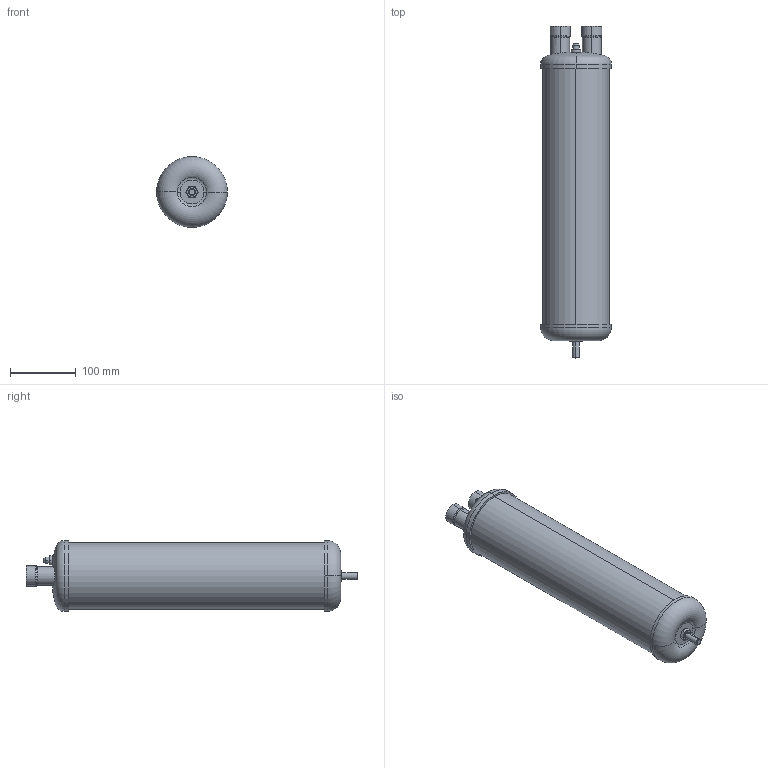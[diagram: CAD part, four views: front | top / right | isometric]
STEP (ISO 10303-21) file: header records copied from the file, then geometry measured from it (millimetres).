
FILE_DESCRIPTION((''),'2;1');
FILE_NAME('191U008010_ASM','2023-04-04T08:46:18',('U375483'),('DANFOSS COMMERCIAL COMPRESSOR'),'CREO PARAMETRIC BY PTC INC, 2022124','CREO PARAMETRIC BY PTC INC, 2022124','');
FILE_SCHEMA(('CONFIG_CONTROL_DESIGN'));
Length unit declared in the file: millimetre
Products named in the file (9): 191U008010D_VALOR_PREDETERMINAD; HEX_SCREW_GRADEAB_DIN_ISO_4017_; 191U008010A; REVOLU__O3; RESSALTO-EXTRUS_O1; 191U008010E_VALOR_PREDETERMINAD_ASM; 191U008010B; 191U008010C_VALOR_PREDETERMINAD; 191U008010_ASM
Assembly tree (9 placements, depth 3):
  191U008010_ASM
    191U008010D_VALOR_PREDETERMINAD  x2
    HEX_SCREW_GRADEAB_DIN_ISO_4017_
    191U008010A
    191U008010E_VALOR_PREDETERMINAD_ASM
      REVOLU__O3
      RESSALTO-EXTRUS_O1
    191U008010B
    191U008010C_VALOR_PREDETERMINAD
Bounding box: 107.6 x 504.4 x 107.6 mm (x, y, z)
Volume: 518209.8 mm3; surface area: 428012.4 mm2
Topology: 8 solids, 8 shells, 150 faces, 340 edges, 204 vertices
Faces by surface type: cylinder 44, plane 36, torus 30, bspline 24, cone 12, sphere 4
Entity records: 6513 total; most frequent: CARTESIAN_POINT 3634, DIRECTION 612, ORIENTED_EDGE 538, AXIS2_PLACEMENT_3D 269, EDGE_CURVE 269, VERTEX_POINT 163, CIRCLE 141, EDGE_LOOP 132
